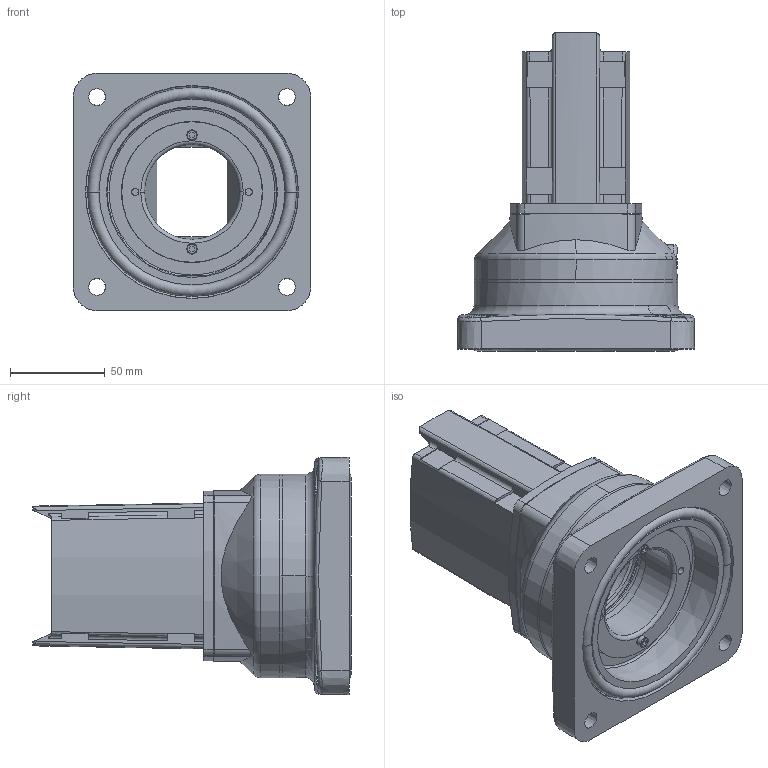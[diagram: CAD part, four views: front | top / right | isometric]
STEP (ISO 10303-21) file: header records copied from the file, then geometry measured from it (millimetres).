
FILE_DESCRIPTION((''),'2;1');
FILE_NAME('MCO90083105_ASM','2009-02-10T',('D.Danell'),(''),'PRO/ENGINEER BY PARAMETRIC TECHNOLOGY CORPORATION, 2005070','PRO/ENGINEER BY PARAMETRIC TECHNOLOGY CORPORATION, 2005070','');
FILE_SCHEMA(('AUTOMOTIVE_DESIGN_CC2 { 1 2 10303 214 -1 1 5 2 }'));
Length unit declared in the file: millimetre
Products named in the file (12): 9620391000; 9620396000; 9502326000; 9371061000; 9502324000; 8621005001; 9263054000; 9372035000; 9231633000; 9231742000; 9231751000_AF0; MCO90083105_ASM
Assembly tree (12 placements, depth 2):
  MCO90083105_ASM
    9620391000
    9620396000
    9502326000
    9371061000
    9502324000
    8621005001  x2
    9263054000
    9372035000
    9231633000
    9231742000
    9231751000_AF0
Bounding box: 125 x 167.5 x 125 mm (x, y, z)
Volume: 624982.4 mm3; surface area: 172547 mm2
Topology: 12 solids, 12 shells, 725 faces, 1846 edges, 1162 vertices
Faces by surface type: cylinder 245, plane 236, cone 88, bspline 86, torus 46, sphere 20, revolution 4
Entity records: 32232 total; most frequent: CARTESIAN_POINT 10001, ORIENTED_EDGE 3608, DIRECTION 3391, EDGE_CURVE 1804, PRESENTATION_STYLE_ASSIGNMENT 1739, STYLED_ITEM 1739, CURVE_STYLE 1730, AXIS2_PLACEMENT_3D 1309
